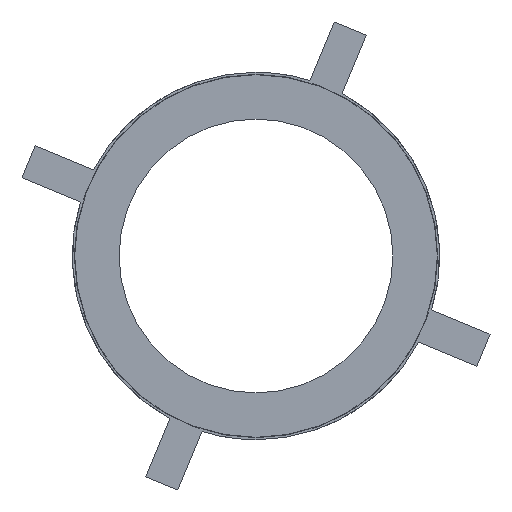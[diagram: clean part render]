
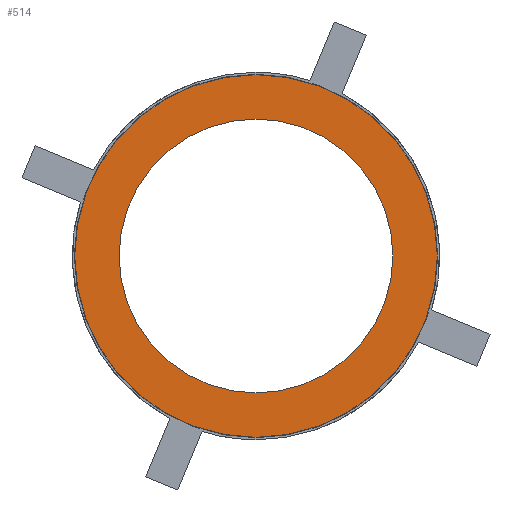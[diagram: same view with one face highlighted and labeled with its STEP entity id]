
A CAD part, front view. The second image highlights one B-rep face of the part: STEP entity #514.
In plain terms, the highlighted planar face has unit normal (0, -1, 0).
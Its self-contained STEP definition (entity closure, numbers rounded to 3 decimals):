
#24 = VERTEX_POINT ( 'NONE', #910 ) ;
#33 = ORIENTED_EDGE ( 'NONE', *, *, #1052, .F. ) ;
#40 = EDGE_LOOP ( 'NONE', ( #850, #634 ) ) ;
#79 = AXIS2_PLACEMENT_3D ( 'NONE', #275, #271, #258 ) ;
#122 = AXIS2_PLACEMENT_3D ( 'NONE', #265, #549, #411 ) ;
#215 = DIRECTION ( 'NONE',  ( 0., 0., 1. ) ) ;
#258 = DIRECTION ( 'NONE',  ( 0., 0., -1. ) ) ;
#265 = CARTESIAN_POINT ( 'NONE',  ( 0., 0., 0. ) ) ;
#271 = DIRECTION ( 'NONE',  ( 0., -1., 0. ) ) ;
#275 = CARTESIAN_POINT ( 'NONE',  ( 0., 0., 0. ) ) ;
#279 = FACE_OUTER_BOUND ( 'NONE', #40, .T. ) ;
#356 = DIRECTION ( 'NONE',  ( 0., 0., -1. ) ) ;
#364 = DIRECTION ( 'NONE',  ( 0., -1., 0. ) ) ;
#369 = CARTESIAN_POINT ( 'NONE',  ( 0., 0., 0. ) ) ;
#393 = CARTESIAN_POINT ( 'NONE',  ( 0., 0., 52.3 ) ) ;
#394 = ORIENTED_EDGE ( 'NONE', *, *, #985, .F. ) ;
#411 = DIRECTION ( 'NONE',  ( 0., 0., -1. ) ) ;
#502 = FACE_BOUND ( 'NONE', #941, .T. ) ;
#505 = AXIS2_PLACEMENT_3D ( 'NONE', #393, #1051, #215 ) ;
#514 = ADVANCED_FACE ( 'NONE', ( #502, #279 ), #765, .F. ) ;
#549 = DIRECTION ( 'NONE',  ( 0., -1., 0. ) ) ;
#555 = DIRECTION ( 'NONE',  ( 0., 0., -1. ) ) ;
#557 = DIRECTION ( 'NONE',  ( 0., -1., 0. ) ) ;
#558 = CARTESIAN_POINT ( 'NONE',  ( 0., 0., 0. ) ) ;
#585 = AXIS2_PLACEMENT_3D ( 'NONE', #369, #364, #356 ) ;
#589 = CIRCLE ( 'NONE', #122, 52.3 ) ;
#610 = CARTESIAN_POINT ( 'NONE',  ( 0., 0., -39.5 ) ) ;
#614 = AXIS2_PLACEMENT_3D ( 'NONE', #558, #557, #555 ) ;
#630 = CARTESIAN_POINT ( 'NONE',  ( 0., 0., 39.5 ) ) ;
#634 = ORIENTED_EDGE ( 'NONE', *, *, #1072, .T. ) ;
#704 = EDGE_CURVE ( 'NONE', #716, #24, #589, .T. ) ;
#716 = VERTEX_POINT ( 'NONE', #851 ) ;
#718 = VERTEX_POINT ( 'NONE', #610 ) ;
#765 = PLANE ( 'NONE',  #505 ) ;
#773 = VERTEX_POINT ( 'NONE', #630 ) ;
#850 = ORIENTED_EDGE ( 'NONE', *, *, #704, .T. ) ;
#851 = CARTESIAN_POINT ( 'NONE',  ( 0., 0., -52.3 ) ) ;
#910 = CARTESIAN_POINT ( 'NONE',  ( 0., 0., 52.3 ) ) ;
#929 = CIRCLE ( 'NONE', #79, 52.3 ) ;
#941 = EDGE_LOOP ( 'NONE', ( #33, #394 ) ) ;
#959 = CIRCLE ( 'NONE', #585, 39.5 ) ;
#985 = EDGE_CURVE ( 'NONE', #773, #718, #1007, .T. ) ;
#1007 = CIRCLE ( 'NONE', #614, 39.5 ) ;
#1051 = DIRECTION ( 'NONE',  ( 0., 1., 0. ) ) ;
#1052 = EDGE_CURVE ( 'NONE', #718, #773, #959, .T. ) ;
#1072 = EDGE_CURVE ( 'NONE', #24, #716, #929, .T. ) ;
